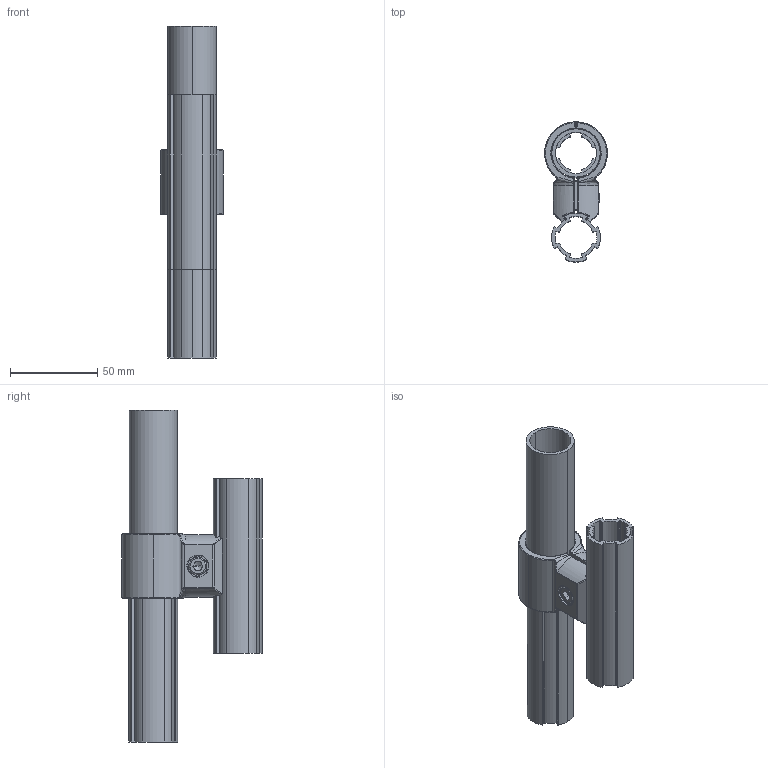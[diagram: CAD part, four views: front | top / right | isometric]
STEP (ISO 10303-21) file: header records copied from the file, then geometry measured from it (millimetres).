
FILE_DESCRIPTION (( 'STEP AP214' ), '1' );
FILE_NAME ('6951072', '2019-01-30T08:38:36', ( '' ), ('JUGARD+KÜNSTNER GmbH'), 'SwSTEP 2.0', 'SolidWorks 2017', '' );
FILE_SCHEMA (( 'AUTOMOTIVE_DESIGN' ));
Length unit declared in the file: millimetre
Products named in the file (6): Part4; Part1; Part6; Part2; Part3; 6951072
Assembly tree (7 placements, depth 2):
  6951072
    Part3  x2
    Part2
    Part6
    Part1  x2
    Part4
Bounding box: 36 x 80.29 x 190 mm (x, y, z)
Volume: 77411.5 mm3; surface area: 66783 mm2
Topology: 7 solids, 7 shells, 845 faces, 2066 edges, 1176 vertices
Faces by surface type: cylinder 304, bspline 264, plane 168, cone 109
Entity records: 27297 total; most frequent: CARTESIAN_POINT 11984, ORIENTED_EDGE 2190, DIRECTION 1937, EDGE_CURVE 1095, AXIS2_PLACEMENT_3D 758, VERTEX_POINT 648, EDGE_LOOP 489, UNCERTAINTY_MEASURE_WITH_UNIT 485
